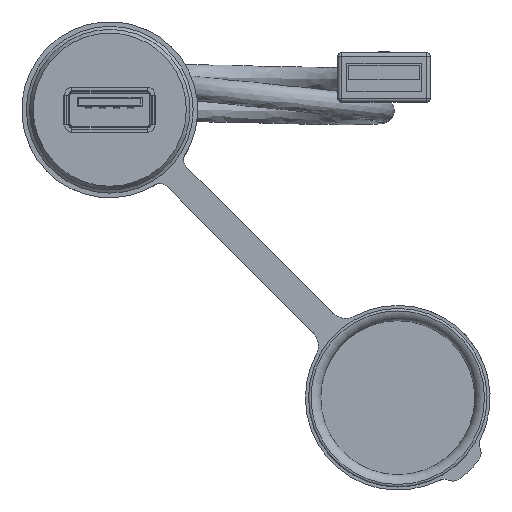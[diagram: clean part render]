
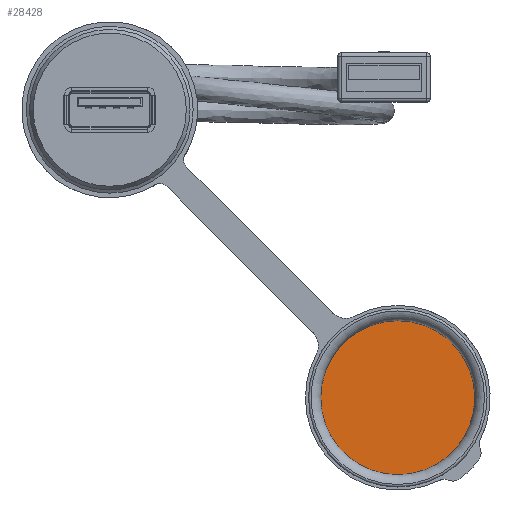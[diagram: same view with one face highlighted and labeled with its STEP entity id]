
A CAD part, top view. The second image highlights one B-rep face of the part: STEP entity #28428.
In plain terms, the highlighted face is planar.
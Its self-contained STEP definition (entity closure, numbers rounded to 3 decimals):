
#28398 = VERTEX_POINT('',#28399);
#28399 = CARTESIAN_POINT('',(12.5,0.,0.4));
#28406 = EDGE_CURVE('',#28398,#28407,#28409,.T.);
#28407 = VERTEX_POINT('',#28408);
#28408 = CARTESIAN_POINT('',(0.,12.5,0.4));
#28409 = CIRCLE('',#28410,12.5);
#28410 = AXIS2_PLACEMENT_3D('',#28411,#28412,#28413);
#28411 = CARTESIAN_POINT('',(0.,0.,0.4));
#28412 = DIRECTION('',(0.,0.,-1.));
#28413 = DIRECTION('',(1.,0.,0.));
#28415 = EDGE_CURVE('',#28407,#28398,#28416,.T.);
#28416 = CIRCLE('',#28417,12.5);
#28417 = AXIS2_PLACEMENT_3D('',#28418,#28419,#28420);
#28418 = CARTESIAN_POINT('',(0.,0.,0.4));
#28419 = DIRECTION('',(0.,0.,-1.));
#28420 = DIRECTION('',(1.,0.,0.));
#28428 = ADVANCED_FACE('',(#28429),#28433,.T.);
#28429 = FACE_BOUND('',#28430,.T.);
#28430 = EDGE_LOOP('',(#28431,#28432));
#28431 = ORIENTED_EDGE('',*,*,#28415,.T.);
#28432 = ORIENTED_EDGE('',*,*,#28406,.T.);
#28433 = PLANE('',#28434);
#28434 = AXIS2_PLACEMENT_3D('',#28435,#28436,#28437);
#28435 = CARTESIAN_POINT('',(0.,0.,0.4));
#28436 = DIRECTION('',(0.,0.,-1.));
#28437 = DIRECTION('',(-1.,0.,0.));
